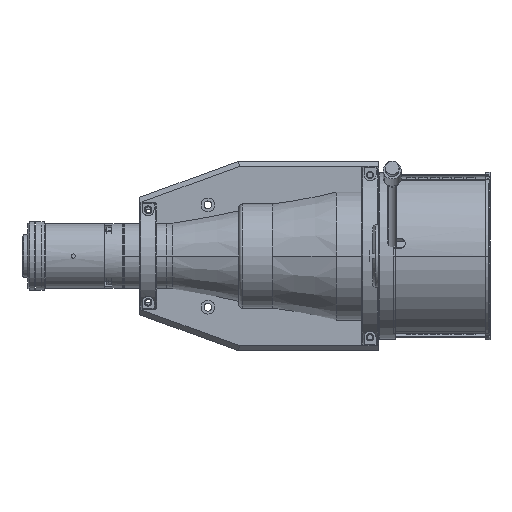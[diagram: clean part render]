
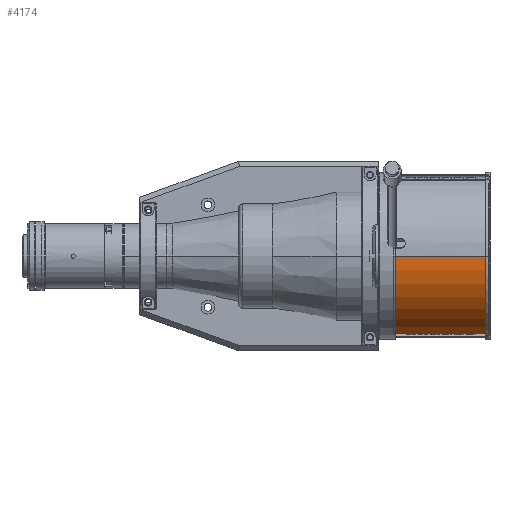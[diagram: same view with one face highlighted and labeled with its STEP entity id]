
A CAD part, left-side view. The second image highlights one B-rep face of the part: STEP entity #4174.
In plain terms, the highlighted cylindrical face has radius 48 mm (diameter 96 mm), a partial arc.
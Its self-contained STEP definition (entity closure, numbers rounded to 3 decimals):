
#464 = DIRECTION ( 'NONE',  ( 0., 1., 0. ) ) ;
#588 = EDGE_LOOP ( 'NONE', ( #6515, #15826, #28038, #1511 ) ) ;
#1028 = CARTESIAN_POINT ( 'NONE',  ( -16.424, -117.689, -45.105 ) ) ;
#1511 = ORIENTED_EDGE ( 'NONE', *, *, #28774, .F. ) ;
#3364 = CARTESIAN_POINT ( 'NONE',  ( -48.007, -117.689, 0. ) ) ;
#3969 = VERTEX_POINT ( 'NONE', #9068 ) ;
#4174 = ADVANCED_FACE ( 'NONE', ( #7450 ), #16335, .T. ) ;
#4493 = CIRCLE ( 'NONE', #25877, 48. ) ;
#5246 = VERTEX_POINT ( 'NONE', #6492 ) ;
#5298 = DIRECTION ( 'NONE',  ( 0., -1., 0. ) ) ;
#6050 = DIRECTION ( 'NONE',  ( 0., -1., 0. ) ) ;
#6492 = CARTESIAN_POINT ( 'NONE',  ( -48.007, 33.79, 0. ) ) ;
#6515 = ORIENTED_EDGE ( 'NONE', *, *, #27283, .F. ) ;
#7450 = FACE_OUTER_BOUND ( 'NONE', #588, .T. ) ;
#9068 = CARTESIAN_POINT ( 'NONE',  ( -16.424, 33.79, -45.105 ) ) ;
#9524 = CARTESIAN_POINT ( 'NONE',  ( -0.007, 33.79, 0. ) ) ;
#9790 = DIRECTION ( 'NONE',  ( 1., 0., 0. ) ) ;
#10311 = CIRCLE ( 'NONE', #19148, 48. ) ;
#14154 = DIRECTION ( 'NONE',  ( 0., 1., 0. ) ) ;
#14322 = CARTESIAN_POINT ( 'NONE',  ( -16.424, -21.996, -45.105 ) ) ;
#15008 = EDGE_CURVE ( 'NONE', #5246, #3969, #10311, .T. ) ;
#15163 = VECTOR ( 'NONE', #464, 1000. ) ;
#15826 = ORIENTED_EDGE ( 'NONE', *, *, #26807, .T. ) ;
#16058 = VERTEX_POINT ( 'NONE', #22630 ) ;
#16237 = VERTEX_POINT ( 'NONE', #14322 ) ;
#16335 = CYLINDRICAL_SURFACE ( 'NONE', #16710, 48. ) ;
#16710 = AXIS2_PLACEMENT_3D ( 'NONE', #20980, #14154, #27674 ) ;
#18796 = LINE ( 'NONE', #1028, #24024 ) ;
#19148 = AXIS2_PLACEMENT_3D ( 'NONE', #9524, #5298, #9790 ) ;
#20980 = CARTESIAN_POINT ( 'NONE',  ( -0.007, -117.689, 0. ) ) ;
#21400 = DIRECTION ( 'NONE',  ( 0., 1., 0. ) ) ;
#22630 = CARTESIAN_POINT ( 'NONE',  ( -48.007, -21.996, 0. ) ) ;
#23304 = LINE ( 'NONE', #3364, #15163 ) ;
#23958 = DIRECTION ( 'NONE',  ( 0., 0., -1. ) ) ;
#24024 = VECTOR ( 'NONE', #21400, 1000. ) ;
#25877 = AXIS2_PLACEMENT_3D ( 'NONE', #26271, #6050, #23958 ) ;
#26271 = CARTESIAN_POINT ( 'NONE',  ( -0.007, -21.996, 0. ) ) ;
#26807 = EDGE_CURVE ( 'NONE', #16058, #5246, #23304, .T. ) ;
#27283 = EDGE_CURVE ( 'NONE', #16058, #16237, #4493, .T. ) ;
#27674 = DIRECTION ( 'NONE',  ( -1., 0., 0. ) ) ;
#28038 = ORIENTED_EDGE ( 'NONE', *, *, #15008, .T. ) ;
#28774 = EDGE_CURVE ( 'NONE', #16237, #3969, #18796, .T. ) ;
